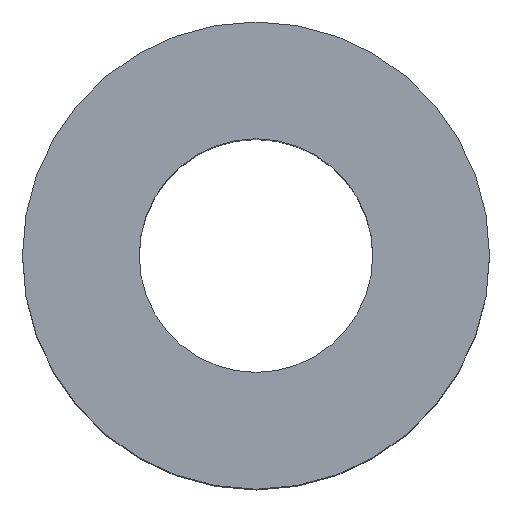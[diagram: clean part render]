
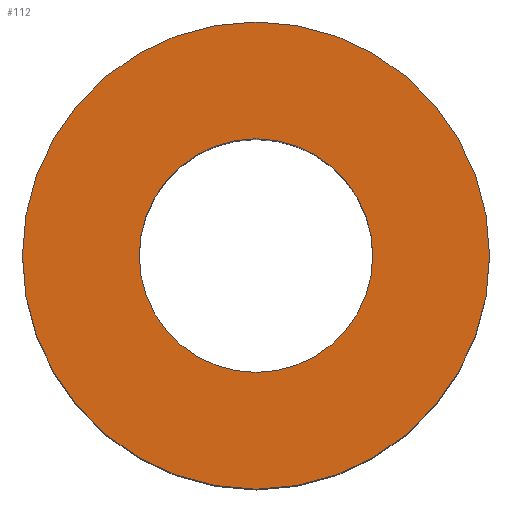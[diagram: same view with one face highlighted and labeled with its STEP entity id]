
A CAD part, top view. The second image highlights one B-rep face of the part: STEP entity #112.
In plain terms, the highlighted planar face has unit normal (0, 0, 1).
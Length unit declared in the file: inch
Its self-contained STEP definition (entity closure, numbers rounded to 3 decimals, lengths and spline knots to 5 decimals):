
#30=FACE_BOUND('',#48,.T.);
#36=FACE_OUTER_BOUND('',#47,.T.);
#47=EDGE_LOOP('',(#93));
#48=EDGE_LOOP('',(#94));
#57=CIRCLE('',#148,0.5);
#58=CIRCLE('',#150,0.25);
#65=VERTEX_POINT('',#210);
#66=VERTEX_POINT('',#214);
#74=EDGE_CURVE('',#65,#65,#57,.T.);
#76=EDGE_CURVE('',#66,#66,#58,.T.);
#93=ORIENTED_EDGE('',*,*,#74,.T.);
#94=ORIENTED_EDGE('',*,*,#76,.T.);
#106=PLANE('',#149);
#112=ADVANCED_FACE('',(#36,#30),#106,.T.);
#148=AXIS2_PLACEMENT_3D('',#211,#178,#179);
#149=AXIS2_PLACEMENT_3D('',#213,#181,#182);
#150=AXIS2_PLACEMENT_3D('',#215,#183,#184);
#178=DIRECTION('center_axis',(0.,0.,1.));
#179=DIRECTION('ref_axis',(1.,0.,0.));
#181=DIRECTION('center_axis',(0.,0.,1.));
#182=DIRECTION('ref_axis',(1.,0.,0.));
#183=DIRECTION('center_axis',(0.,0.,-1.));
#184=DIRECTION('ref_axis',(-1.,0.,0.));
#210=CARTESIAN_POINT('',(-0.3475,0.,0.5));
#211=CARTESIAN_POINT('Origin',(0.1525,0.,0.5));
#213=CARTESIAN_POINT('Origin',(0.1525,0.,0.5));
#214=CARTESIAN_POINT('',(0.4025,0.,0.5));
#215=CARTESIAN_POINT('Origin',(0.1525,0.,0.5));
